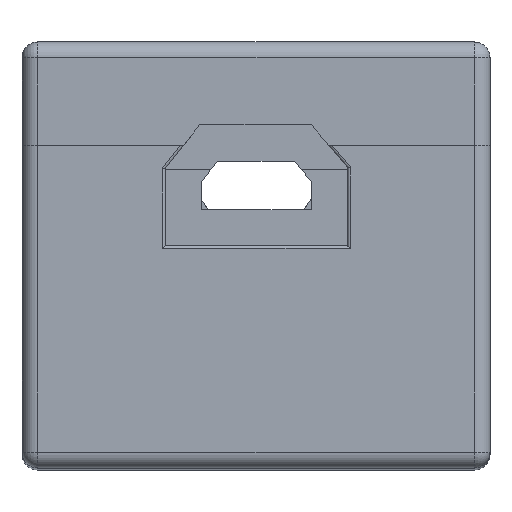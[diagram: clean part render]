
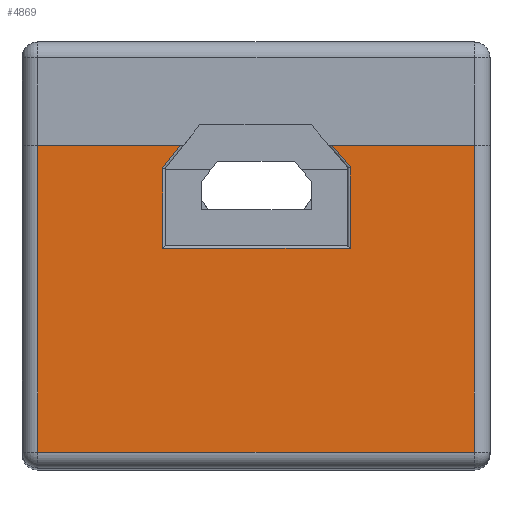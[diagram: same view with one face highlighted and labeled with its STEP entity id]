
A CAD part, top view. The second image highlights one B-rep face of the part: STEP entity #4869.
In plain terms, the highlighted planar face has unit normal (0, 0, 1).
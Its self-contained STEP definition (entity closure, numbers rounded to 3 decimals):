
#229=LINE('',#7370,#482);
#236=LINE('',#7406,#489);
#237=LINE('',#7409,#490);
#238=LINE('',#7411,#491);
#239=LINE('',#7413,#492);
#240=LINE('',#7415,#493);
#241=LINE('',#7417,#494);
#242=LINE('',#7418,#495);
#243=LINE('',#7420,#496);
#244=LINE('',#7422,#497);
#482=VECTOR('',#5835,1000.);
#489=VECTOR('',#5852,1000.);
#490=VECTOR('',#5853,1000.);
#491=VECTOR('',#5854,1000.);
#492=VECTOR('',#5855,1000.);
#493=VECTOR('',#5856,1000.);
#494=VECTOR('',#5857,1000.);
#495=VECTOR('',#5858,1000.);
#496=VECTOR('',#5859,1000.);
#497=VECTOR('',#5860,1000.);
#757=ORIENTED_EDGE('',*,*,#1997,.T.);
#758=ORIENTED_EDGE('',*,*,#1998,.T.);
#759=ORIENTED_EDGE('',*,*,#1999,.T.);
#760=ORIENTED_EDGE('',*,*,#2000,.T.);
#761=ORIENTED_EDGE('',*,*,#2001,.T.);
#762=ORIENTED_EDGE('',*,*,#2002,.T.);
#763=ORIENTED_EDGE('',*,*,#1984,.T.);
#764=ORIENTED_EDGE('',*,*,#2003,.T.);
#765=ORIENTED_EDGE('',*,*,#2004,.T.);
#766=ORIENTED_EDGE('',*,*,#2005,.T.);
#1984=EDGE_CURVE('',#2604,#2605,#229,.T.);
#1997=EDGE_CURVE('',#2616,#2617,#236,.T.);
#1998=EDGE_CURVE('',#2617,#2618,#237,.F.);
#1999=EDGE_CURVE('',#2618,#2619,#238,.F.);
#2000=EDGE_CURVE('',#2619,#2620,#239,.T.);
#2001=EDGE_CURVE('',#2620,#2621,#240,.F.);
#2002=EDGE_CURVE('',#2621,#2604,#241,.F.);
#2003=EDGE_CURVE('',#2605,#2622,#242,.T.);
#2004=EDGE_CURVE('',#2622,#2623,#243,.T.);
#2005=EDGE_CURVE('',#2623,#2616,#244,.F.);
#2604=VERTEX_POINT('',#7371);
#2605=VERTEX_POINT('',#7372);
#2616=VERTEX_POINT('',#7407);
#2617=VERTEX_POINT('',#7408);
#2618=VERTEX_POINT('',#7410);
#2619=VERTEX_POINT('',#7412);
#2620=VERTEX_POINT('',#7414);
#2621=VERTEX_POINT('',#7416);
#2622=VERTEX_POINT('',#7419);
#2623=VERTEX_POINT('',#7421);
#3434=EDGE_LOOP('',(#757,#758,#759,#760,#761,#762,#763,#764,#765,#766));
#4106=FACE_BOUND('',#3434,.T.);
#4776=PLANE('',#5182);
#4869=ADVANCED_FACE('',(#4106),#4776,.F.);
#5182=AXIS2_PLACEMENT_3D('',#7405,#5850,#5851);
#5835=DIRECTION('',(-1.,0.,0.));
#5850=DIRECTION('',(0.,0.,-1.));
#5851=DIRECTION('',(-1.,0.,0.));
#5852=DIRECTION('',(-1.,0.,0.));
#5853=DIRECTION('',(-0.645,0.764,0.));
#5854=DIRECTION('',(0.,1.,0.));
#5855=DIRECTION('',(-1.,0.,0.));
#5856=DIRECTION('',(0.,-1.,0.));
#5857=DIRECTION('',(-0.62,-0.785,0.));
#5858=DIRECTION('',(0.,-1.,0.));
#5859=DIRECTION('',(1.,0.,0.));
#5860=DIRECTION('',(0.,-1.,0.));
#7370=CARTESIAN_POINT('',(0.,2.,31.795));
#7371=CARTESIAN_POINT('',(-6.218,2.,31.795));
#7372=CARTESIAN_POINT('',(-17.919,2.,31.795));
#7405=CARTESIAN_POINT('',(0.,10.5,31.795));
#7406=CARTESIAN_POINT('',(0.,2.,31.795));
#7407=CARTESIAN_POINT('',(17.919,2.,31.795));
#7408=CARTESIAN_POINT('',(6.245,2.,31.795));
#7409=CARTESIAN_POINT('',(-0.542,10.043,31.795));
#7410=CARTESIAN_POINT('',(7.738,0.231,31.795));
#7411=CARTESIAN_POINT('',(7.738,10.5,31.795));
#7412=CARTESIAN_POINT('',(7.738,-6.46,31.795));
#7413=CARTESIAN_POINT('',(-7.471,-6.46,31.795));
#7414=CARTESIAN_POINT('',(-7.671,-6.46,31.795));
#7415=CARTESIAN_POINT('',(-7.671,10.5,31.795));
#7416=CARTESIAN_POINT('',(-7.671,0.16,31.795));
#7417=CARTESIAN_POINT('',(0.304,10.26,31.795));
#7418=CARTESIAN_POINT('',(-17.919,-24.5,31.795));
#7419=CARTESIAN_POINT('',(-17.919,-23.196,31.795));
#7420=CARTESIAN_POINT('',(19.222,-23.196,31.795));
#7421=CARTESIAN_POINT('',(17.919,-23.196,31.795));
#7422=CARTESIAN_POINT('',(17.919,10.5,31.795));
